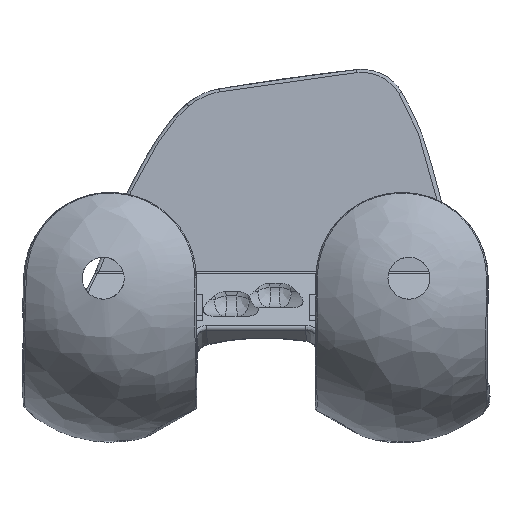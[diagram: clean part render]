
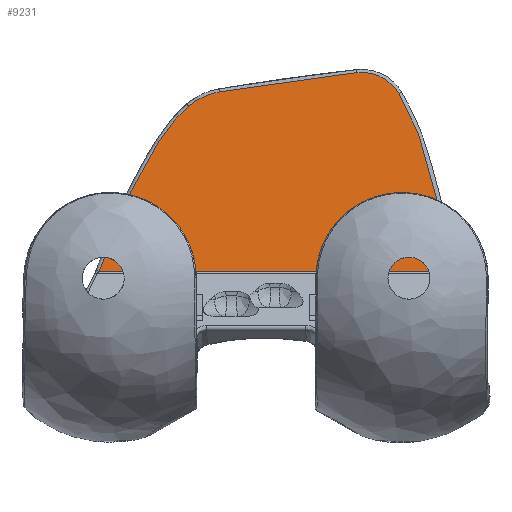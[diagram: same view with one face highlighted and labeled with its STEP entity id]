
A CAD part, front view. The second image highlights one B-rep face of the part: STEP entity #9231.
In plain terms, the highlighted planar face has unit normal (0, -0.996, 0.087).
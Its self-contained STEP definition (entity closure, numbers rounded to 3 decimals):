
#1337=CARTESIAN_POINT('',(-5.664,31.46,44.398));
#1338=CARTESIAN_POINT('',(-3.342,31.494,44.79));
#1339=CARTESIAN_POINT('',(1.306,31.559,45.53));
#1340=CARTESIAN_POINT('',(8.296,31.644,46.508));
#1341=CARTESIAN_POINT('',(12.968,31.693,47.074));
#1342=CARTESIAN_POINT('',(15.307,31.716,47.335));
#1359=CARTESIAN_POINT('',(15.307,31.716,47.335));
#1360=CARTESIAN_POINT('',(15.728,31.72,47.382));
#1361=CARTESIAN_POINT('',(16.562,31.721,47.394));
#1362=CARTESIAN_POINT('',(17.817,31.702,47.173));
#1363=CARTESIAN_POINT('',(19.009,31.662,46.713));
#1364=CARTESIAN_POINT('',(20.092,31.603,46.033));
#1365=CARTESIAN_POINT('',(21.022,31.527,45.159));
#1366=CARTESIAN_POINT('',(21.513,31.468,44.482));
#1367=CARTESIAN_POINT('',(21.727,31.436,44.116));
#1658=CARTESIAN_POINT('',(-10.356,31.269,42.196));
#1659=CARTESIAN_POINT('',(-9.909,31.302,42.58));
#1660=CARTESIAN_POINT('',(-8.964,31.361,43.254));
#1661=CARTESIAN_POINT('',(-7.36,31.426,44.006));
#1662=CARTESIAN_POINT('',(-6.242,31.452,44.301));
#1663=CARTESIAN_POINT('',(-5.664,31.46,44.398));
#1697=CARTESIAN_POINT('',(-24.007,29.082,17.046));
#1698=CARTESIAN_POINT('',(-23.897,29.109,17.356));
#1699=CARTESIAN_POINT('',(-23.659,29.167,18.017));
#1700=CARTESIAN_POINT('',(-23.253,29.261,19.099));
#1701=CARTESIAN_POINT('',(-22.767,29.37,20.352));
#1702=CARTESIAN_POINT('',(-22.262,29.481,21.631));
#1703=CARTESIAN_POINT('',(-21.775,29.587,22.856));
#1704=CARTESIAN_POINT('',(-21.302,29.69,24.041));
#1705=CARTESIAN_POINT('',(-20.845,29.789,25.177));
#1706=CARTESIAN_POINT('',(-20.389,29.885,26.284));
#1707=CARTESIAN_POINT('',(-19.879,29.99,27.486));
#1708=CARTESIAN_POINT('',(-19.29,30.105,28.809));
#1709=CARTESIAN_POINT('',(-18.611,30.23,30.246));
#1710=CARTESIAN_POINT('',(-17.814,30.366,31.816));
#1711=CARTESIAN_POINT('',(-16.882,30.514,33.519));
#1712=CARTESIAN_POINT('',(-16.026,30.641,34.978));
#1713=CARTESIAN_POINT('',(-15.235,30.752,36.252));
#1714=CARTESIAN_POINT('',(-14.506,30.849,37.362));
#1715=CARTESIAN_POINT('',(-13.82,30.934,38.35));
#1716=CARTESIAN_POINT('',(-13.172,31.01,39.223));
#1717=CARTESIAN_POINT('',(-12.558,31.077,39.987));
#1718=CARTESIAN_POINT('',(-11.964,31.135,40.661));
#1719=CARTESIAN_POINT('',(-11.398,31.186,41.245));
#1720=CARTESIAN_POINT('',(-10.861,31.23,41.754));
#1721=CARTESIAN_POINT('',(-10.521,31.257,42.055));
#1722=CARTESIAN_POINT('',(-10.356,31.269,42.196));
#1743=CARTESIAN_POINT('',(-24.007,29.082,17.046));
#1750=DIRECTION('',(-1.,0.,0.));
#1751=VECTOR('',#1750,53.685);
#1752=CARTESIAN_POINT('',(29.678,29.082,17.046));
#1753=LINE('',#1752,#1751);
#3529=CARTESIAN_POINT('',(21.727,31.436,44.116));
#3530=CARTESIAN_POINT('',(22.222,31.362,43.27));
#3531=CARTESIAN_POINT('',(23.11,31.221,41.645));
#3532=CARTESIAN_POINT('',(24.139,31.029,39.434));
#3533=CARTESIAN_POINT('',(24.932,30.853,37.409));
#3534=CARTESIAN_POINT('',(25.557,30.692,35.565));
#3535=CARTESIAN_POINT('',(26.073,30.545,33.87));
#3536=CARTESIAN_POINT('',(26.507,30.412,32.338));
#3537=CARTESIAN_POINT('',(26.864,30.296,31.008));
#3538=CARTESIAN_POINT('',(27.181,30.19,29.79));
#3539=CARTESIAN_POINT('',(27.484,30.086,28.588));
#3540=CARTESIAN_POINT('',(27.786,29.979,27.356));
#3541=CARTESIAN_POINT('',(28.087,29.869,26.092));
#3542=CARTESIAN_POINT('',(28.391,29.753,24.763));
#3543=CARTESIAN_POINT('',(28.67,29.641,23.47));
#3544=CARTESIAN_POINT('',(28.897,29.543,22.349));
#3545=CARTESIAN_POINT('',(29.082,29.458,21.365));
#3546=CARTESIAN_POINT('',(29.237,29.379,20.465));
#3547=CARTESIAN_POINT('',(29.366,29.308,19.645));
#3548=CARTESIAN_POINT('',(29.471,29.243,18.899));
#3549=CARTESIAN_POINT('',(29.556,29.184,18.22));
#3550=CARTESIAN_POINT('',(29.624,29.131,17.603));
#3551=CARTESIAN_POINT('',(29.661,29.098,17.225));
#3552=CARTESIAN_POINT('',(29.678,29.082,17.046));
#3864=VERTEX_POINT('',#1743);
#3866=VERTEX_POINT('',#1722);
#3868=VERTEX_POINT('',#1663);
#3870=VERTEX_POINT('',#1342);
#3872=VERTEX_POINT('',#1367);
#3874=VERTEX_POINT('',#3552);
#9215=CARTESIAN_POINT('',(40.97,29.066,16.863));
#9216=DIRECTION('',(0.,0.996,-0.087));
#9217=DIRECTION('',(0.,0.087,0.996));
#9218=AXIS2_PLACEMENT_3D('',#9215,#9216,#9217);
#9219=PLANE('',#9218);
#9221=ORIENTED_EDGE('',*,*,#9220,.T.);
#9222=ORIENTED_EDGE('',*,*,#9208,.T.);
#9223=ORIENTED_EDGE('',*,*,#8335,.T.);
#9224=ORIENTED_EDGE('',*,*,#8383,.T.);
#9226=ORIENTED_EDGE('',*,*,#9225,.T.);
#9228=ORIENTED_EDGE('',*,*,#9227,.T.);
#9229=EDGE_LOOP('',(#9221,#9222,#9223,#9224,#9226,#9228));
#9230=FACE_OUTER_BOUND('',#9229,.F.);
#9231=ADVANCED_FACE('',(#9230),#9219,.F.);
#1343=B_SPLINE_CURVE_WITH_KNOTS('',3,(#1337,#1338,#1339,#1340,#1341,#1342),
.UNSPECIFIED.,.F.,.F.,(4,1,1,4),(0.,0.333,0.667,1.),
.UNSPECIFIED.);
#1368=B_SPLINE_CURVE_WITH_KNOTS('',3,(#1359,#1360,#1361,#1362,#1363,#1364,#1365,
#1366,#1367),.UNSPECIFIED.,.F.,.F.,(4,1,1,1,1,1,4),(0.,0.167,
0.333,0.5,0.667,0.833,1.),
.UNSPECIFIED.);
#1664=B_SPLINE_CURVE_WITH_KNOTS('',3,(#1658,#1659,#1660,#1661,#1662,#1663),
.UNSPECIFIED.,.F.,.F.,(4,1,1,4),(0.,0.333,0.667,1.),
.UNSPECIFIED.);
#1723=B_SPLINE_CURVE_WITH_KNOTS('',3,(#1697,#1698,#1699,#1700,#1701,#1702,#1703,
#1704,#1705,#1706,#1707,#1708,#1709,#1710,#1711,#1712,#1713,#1714,#1715,#1716,
#1717,#1718,#1719,#1720,#1721,#1722),.UNSPECIFIED.,.F.,.F.,(4,1,1,1,1,1,1,1,1,1,
1,1,1,1,1,1,1,1,1,1,1,1,1,4),(0.,0.043,0.087,
0.13,0.174,0.217,0.261,
0.304,0.348,0.391,0.435,
0.478,0.522,0.565,0.609,
0.652,0.696,0.739,0.783,
0.826,0.87,0.913,0.957,1.),
.UNSPECIFIED.);
#3553=B_SPLINE_CURVE_WITH_KNOTS('',3,(#3529,#3530,#3531,#3532,#3533,#3534,#3535,
#3536,#3537,#3538,#3539,#3540,#3541,#3542,#3543,#3544,#3545,#3546,#3547,#3548,
#3549,#3550,#3551,#3552),.UNSPECIFIED.,.F.,.F.,(4,1,1,1,1,1,1,1,1,1,1,1,1,1,1,1,
1,1,1,1,1,4),(0.,0.048,0.095,0.143,
0.19,0.238,0.286,0.333,
0.381,0.429,0.476,0.524,
0.571,0.619,0.667,0.714,
0.762,0.81,0.857,0.905,
0.952,1.),.UNSPECIFIED.);
#8335=EDGE_CURVE('',#3868,#3870,#1343,.T.);
#8383=EDGE_CURVE('',#3870,#3872,#1368,.T.);
#9208=EDGE_CURVE('',#3866,#3868,#1664,.T.);
#9220=EDGE_CURVE('',#3864,#3866,#1723,.T.);
#9225=EDGE_CURVE('',#3872,#3874,#3553,.T.);
#9227=EDGE_CURVE('',#3874,#3864,#1753,.T.);
